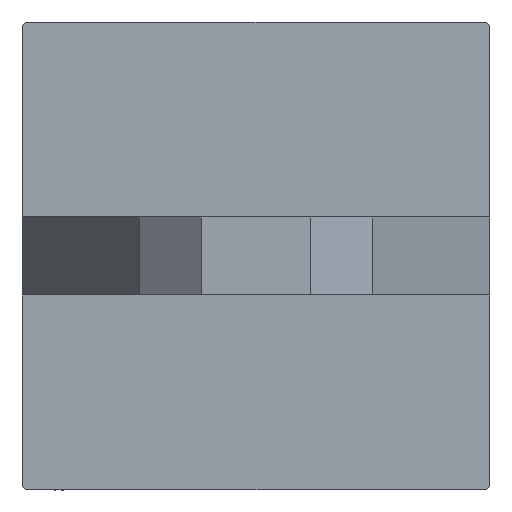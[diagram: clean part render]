
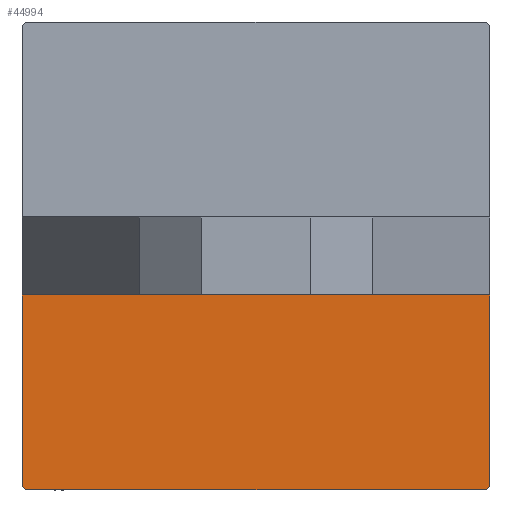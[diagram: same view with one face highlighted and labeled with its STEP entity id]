
A CAD part, left-side view. The second image highlights one B-rep face of the part: STEP entity #44994.
In plain terms, the highlighted planar face has unit normal (-1, 0, 0).
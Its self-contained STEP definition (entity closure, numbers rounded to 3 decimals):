
#1080 = DIRECTION ( 'NONE',  ( -1., 0., 0. ) ) ;
#2271 = CARTESIAN_POINT ( 'NONE',  ( 0., -5., 30. ) ) ;
#2451 = CARTESIAN_POINT ( 'NONE',  ( 0., -5., -30. ) ) ;
#3352 = CARTESIAN_POINT ( 'NONE',  ( 0., -29.5, -30. ) ) ;
#4893 = CARTESIAN_POINT ( 'NONE',  ( 0., 30., -30. ) ) ;
#5515 = EDGE_LOOP ( 'NONE', ( #21261, #42055, #20406, #27694, #26506, #43253 ) ) ;
#6632 = LINE ( 'NONE', #6862, #41786 ) ;
#6862 = CARTESIAN_POINT ( 'NONE',  ( 0., -29.75, -29.75 ) ) ;
#8066 = CARTESIAN_POINT ( 'NONE',  ( 0., -29.75, 29.75 ) ) ;
#8641 = LINE ( 'NONE', #4893, #24434 ) ;
#8947 = EDGE_CURVE ( 'NONE', #13517, #15070, #6632, .T. ) ;
#9262 = CARTESIAN_POINT ( 'NONE',  ( 0., -5., 30. ) ) ;
#9353 = VECTOR ( 'NONE', #29471, 1000. ) ;
#11407 = FACE_OUTER_BOUND ( 'NONE', #5515, .T. ) ;
#11850 = EDGE_CURVE ( 'NONE', #32459, #13517, #8641, .T. ) ;
#13321 = VECTOR ( 'NONE', #34452, 1000. ) ;
#13517 = VERTEX_POINT ( 'NONE', #3352 ) ;
#14948 = VECTOR ( 'NONE', #44247, 1000. ) ;
#15070 = VERTEX_POINT ( 'NONE', #44906 ) ;
#15368 = LINE ( 'NONE', #8066, #9353 ) ;
#16531 = EDGE_CURVE ( 'NONE', #21128, #32459, #41502, .T. ) ;
#18861 = LINE ( 'NONE', #40485, #14948 ) ;
#18967 = DIRECTION ( 'NONE',  ( 0., 0., 1. ) ) ;
#19990 = VERTEX_POINT ( 'NONE', #20881 ) ;
#20406 = ORIENTED_EDGE ( 'NONE', *, *, #11850, .T. ) ;
#20677 = VECTOR ( 'NONE', #20737, 1000. ) ;
#20737 = DIRECTION ( 'NONE',  ( 0., -1., 0. ) ) ;
#20881 = CARTESIAN_POINT ( 'NONE',  ( 0., -29.5, 30. ) ) ;
#21128 = VERTEX_POINT ( 'NONE', #2271 ) ;
#21261 = ORIENTED_EDGE ( 'NONE', *, *, #32843, .F. ) ;
#22480 = PLANE ( 'NONE',  #34475 ) ;
#22753 = EDGE_CURVE ( 'NONE', #41622, #19990, #15368, .T. ) ;
#24434 = VECTOR ( 'NONE', #33598, 1000. ) ;
#26506 = ORIENTED_EDGE ( 'NONE', *, *, #46205, .F. ) ;
#27001 = CARTESIAN_POINT ( 'NONE',  ( 0., -30., 29.5 ) ) ;
#27694 = ORIENTED_EDGE ( 'NONE', *, *, #8947, .T. ) ;
#27813 = DIRECTION ( 'NONE',  ( 0., -0.707, 0.707 ) ) ;
#29471 = DIRECTION ( 'NONE',  ( 0., 0.707, 0.707 ) ) ;
#31555 = LINE ( 'NONE', #45895, #20677 ) ;
#32459 = VERTEX_POINT ( 'NONE', #2451 ) ;
#32843 = EDGE_CURVE ( 'NONE', #21128, #19990, #31555, .T. ) ;
#33598 = DIRECTION ( 'NONE',  ( 0., -1., 0. ) ) ;
#34452 = DIRECTION ( 'NONE',  ( 0., 0., -1. ) ) ;
#34475 = AXIS2_PLACEMENT_3D ( 'NONE', #36839, #1080, #18967 ) ;
#36839 = CARTESIAN_POINT ( 'NONE',  ( 0., 0., 0. ) ) ;
#40485 = CARTESIAN_POINT ( 'NONE',  ( 0., -30., 30. ) ) ;
#41502 = LINE ( 'NONE', #9262, #13321 ) ;
#41622 = VERTEX_POINT ( 'NONE', #27001 ) ;
#41786 = VECTOR ( 'NONE', #27813, 1000. ) ;
#42055 = ORIENTED_EDGE ( 'NONE', *, *, #16531, .T. ) ;
#43253 = ORIENTED_EDGE ( 'NONE', *, *, #22753, .T. ) ;
#44247 = DIRECTION ( 'NONE',  ( 0., 0., -1. ) ) ;
#44906 = CARTESIAN_POINT ( 'NONE',  ( 0., -30., -29.5 ) ) ;
#44994 = ADVANCED_FACE ( 'NONE', ( #11407 ), #22480, .T. ) ;
#45895 = CARTESIAN_POINT ( 'NONE',  ( 0., 30., 30. ) ) ;
#46205 = EDGE_CURVE ( 'NONE', #41622, #15070, #18861, .T. ) ;
